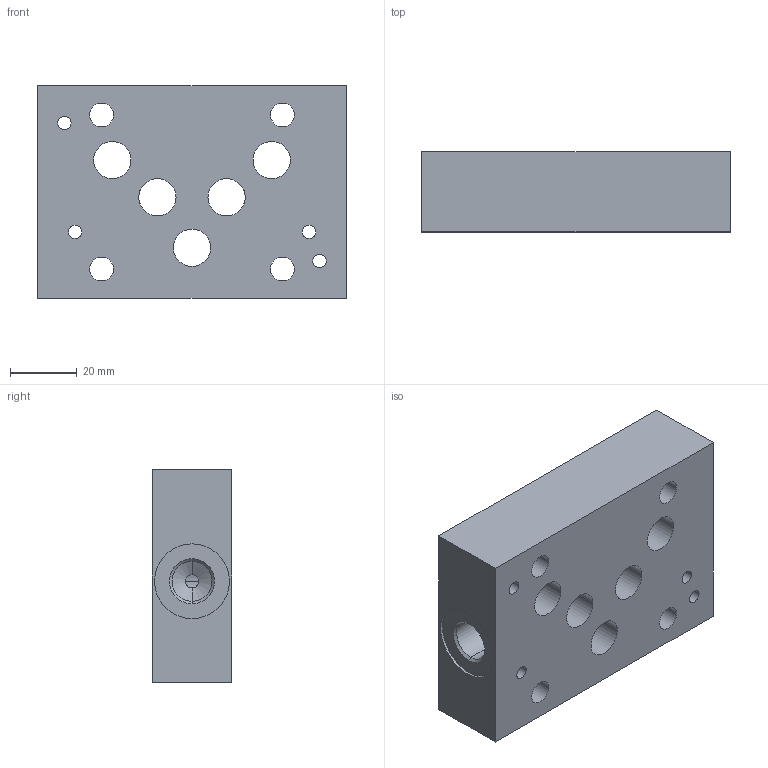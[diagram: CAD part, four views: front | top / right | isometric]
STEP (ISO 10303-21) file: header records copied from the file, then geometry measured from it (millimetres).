
FILE_DESCRIPTION((''),'2;1');
FILE_NAME('ZSQ_ASM','2019-09-19T',('ProEService'),(''),'PRO/ENGINEER BY PARAMETRIC TECHNOLOGY CORPORATION, 2014200','PRO/ENGINEER BY PARAMETRIC TECHNOLOGY CORPORATION, 2014200','');
FILE_SCHEMA(('CONFIG_CONTROL_DESIGN'));
Length unit declared in the file: inch
Products named in the file (2): 150-829-003; ZSQ_ASM
Assembly tree (1 placements, depth 2):
  ZSQ_ASM
    150-829-003
Bounding box: 92.08 x 23.83 x 63.5 mm (x, y, z)
Volume: 118321.3 mm3; surface area: 26656.3 mm2
Topology: 1 solids, 1 shells, 54 faces, 365 edges, 399 vertices
Faces by surface type: cylinder 38, plane 8, cone 8
Entity records: 3385 total; most frequent: CARTESIAN_POINT 699, DIRECTION 557, ORIENTED_EDGE 284, VECTOR 281, LINE 281, TRIMMED_CURVE 223, COMPOSITE_CURVE_SEGMENT 204, EDGE_CURVE 142
